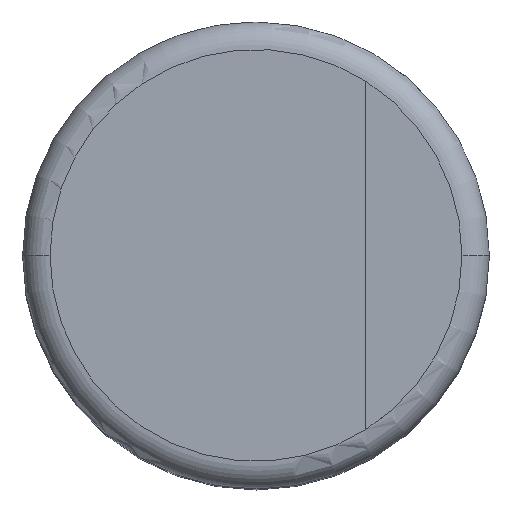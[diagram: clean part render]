
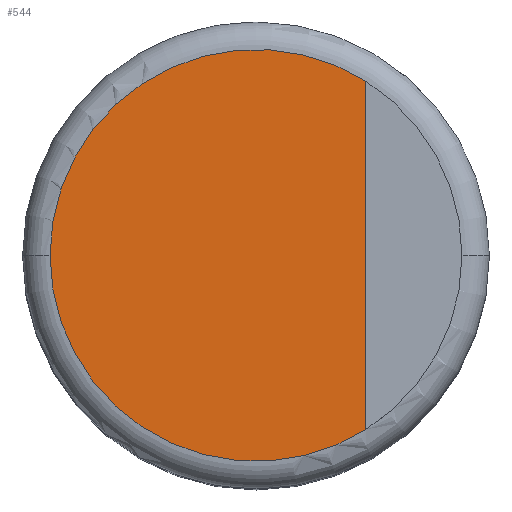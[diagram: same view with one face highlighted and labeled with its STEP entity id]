
A CAD part, top view. The second image highlights one B-rep face of the part: STEP entity #544.
In plain terms, the highlighted planar face has unit normal (0, 0, 1).
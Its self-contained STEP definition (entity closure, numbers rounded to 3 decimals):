
#157=CARTESIAN_POINT('',(2.0,-3.172,13.0));
#158=VERTEX_POINT('',#157);
#166=CARTESIAN_POINT('',(-3.75,0.,13.0));
#167=VERTEX_POINT('',#166);
#168=CARTESIAN_POINT('',(0.0,0.0,13.0));
#169=DIRECTION('',(0.0,0.0,-1.0));
#170=DIRECTION('',(-1.0,0.0,0.0));
#171=AXIS2_PLACEMENT_3D('',#168,#169,#170);
#172=CIRCLE('',#171,3.75);
#173=EDGE_CURVE('',#158,#167,#172,.T.);
#404=CARTESIAN_POINT('',(2.0,3.172,13.0));
#405=VERTEX_POINT('',#404);
#406=CARTESIAN_POINT('',(0.0,0.0,13.0));
#407=DIRECTION('',(0.0,0.0,-1.0));
#408=DIRECTION('',(-1.0,0.0,0.0));
#409=AXIS2_PLACEMENT_3D('',#406,#407,#408);
#410=CIRCLE('',#409,3.75);
#411=EDGE_CURVE('',#167,#405,#410,.T.);
#514=CARTESIAN_POINT('',(2.,-3.172,13.0));
#515=DIRECTION('',(0.0,1.0,0.0));
#516=VECTOR('',#515,6.344);
#517=LINE('',#514,#516);
#518=EDGE_CURVE('',#158,#405,#517,.T.);
#534=CARTESIAN_POINT('',(-4.038,-4.123,13.0));
#535=DIRECTION('',(0.0,0.0,1.0));
#536=DIRECTION('',(1.0,0.0,0.0));
#537=AXIS2_PLACEMENT_3D('',#534,#535,#536);
#538=PLANE('',#537);
#539=ORIENTED_EDGE('',*,*,#518,.T.);
#540=ORIENTED_EDGE('',*,*,#411,.F.);
#541=ORIENTED_EDGE('',*,*,#173,.F.);
#542=EDGE_LOOP('',(#539,#540,#541));
#543=FACE_OUTER_BOUND('',#542,.T.);
#544=ADVANCED_FACE('',(#543),#538,.T.);
